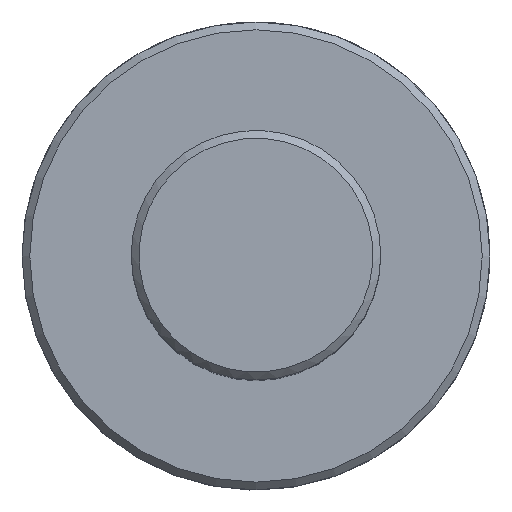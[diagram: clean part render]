
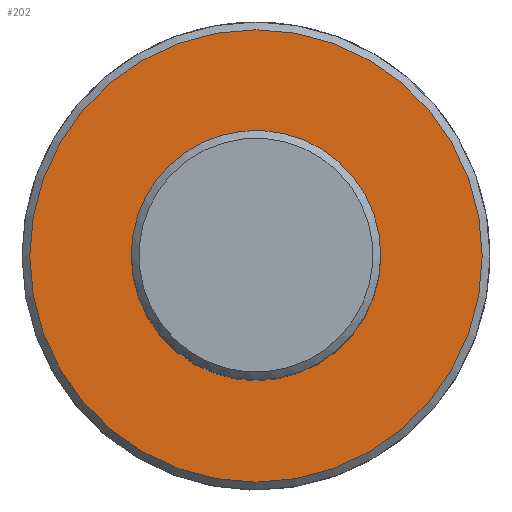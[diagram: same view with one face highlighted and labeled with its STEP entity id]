
A CAD part, top view. The second image highlights one B-rep face of the part: STEP entity #202.
In plain terms, the highlighted planar face has unit normal (0, 0, 1).
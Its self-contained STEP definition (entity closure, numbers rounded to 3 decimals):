
#202=ADVANCED_FACE('',(#252),#229,.F.);
#229=PLANE('',#682);
#252=FACE_OUTER_BOUND('',#294,.T.);
#294=EDGE_LOOP('',(#392));
#392=ORIENTED_EDGE('',*,*,#572,.T.);
#509=VERTEX_POINT('',#1295);
#572=EDGE_CURVE('',#509,#509,#613,.T.);
#613=CIRCLE('',#680,14.5);
#680=AXIS2_PLACEMENT_3D('',#1294,#809,#810);
#682=AXIS2_PLACEMENT_3D('',#1297,#813,#814);
#809=DIRECTION('',(0.,0.,1.));
#810=DIRECTION('',(1.,0.,0.));
#813=DIRECTION('',(0.,0.,-1.));
#814=DIRECTION('',(-1.,0.,0.));
#1294=CARTESIAN_POINT('',(0.,0.,0.));
#1295=CARTESIAN_POINT('',(14.5,0.,0.));
#1297=CARTESIAN_POINT('',(0.,0.,0.));
